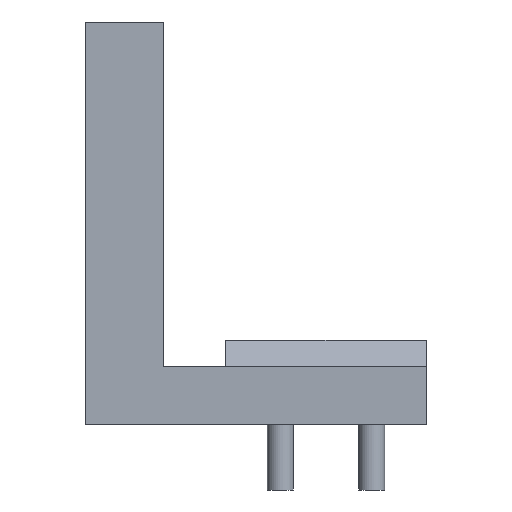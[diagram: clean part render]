
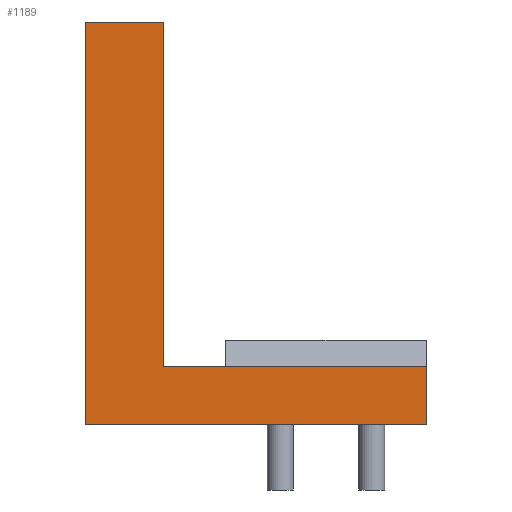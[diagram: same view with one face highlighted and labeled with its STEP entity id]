
A CAD part, front view. The second image highlights one B-rep face of the part: STEP entity #1189.
In plain terms, the highlighted planar face has unit normal (0, -1, 0).
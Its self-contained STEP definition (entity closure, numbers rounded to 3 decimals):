
#41=PLANE('',#1283);
#151=FACE_OUTER_BOUND('',#218,.T.);
#218=EDGE_LOOP('',(#915,#916,#917,#918,#919,#920));
#281=LINE('',#1720,#408);
#285=LINE('',#1730,#412);
#289=LINE('',#1737,#416);
#301=LINE('',#1764,#428);
#305=LINE('',#1781,#432);
#308=LINE('',#1786,#435);
#408=VECTOR('',#1388,10.);
#412=VECTOR('',#1396,10.);
#416=VECTOR('',#1402,10.);
#428=VECTOR('',#1432,10.);
#432=VECTOR('',#1448,10.);
#435=VECTOR('',#1453,10.);
#567=VERTEX_POINT('',#1710);
#571=VERTEX_POINT('',#1718);
#575=VERTEX_POINT('',#1728);
#577=VERTEX_POINT('',#1735);
#583=VERTEX_POINT('',#1762);
#590=VERTEX_POINT('',#1780);
#681=EDGE_CURVE('',#567,#571,#281,.T.);
#686=EDGE_CURVE('',#571,#575,#285,.T.);
#690=EDGE_CURVE('',#577,#575,#289,.T.);
#703=EDGE_CURVE('',#583,#577,#301,.T.);
#711=EDGE_CURVE('',#590,#567,#305,.T.);
#714=EDGE_CURVE('',#590,#583,#308,.T.);
#915=ORIENTED_EDGE('',*,*,#703,.F.);
#916=ORIENTED_EDGE('',*,*,#714,.F.);
#917=ORIENTED_EDGE('',*,*,#711,.T.);
#918=ORIENTED_EDGE('',*,*,#681,.T.);
#919=ORIENTED_EDGE('',*,*,#686,.T.);
#920=ORIENTED_EDGE('',*,*,#690,.F.);
#1189=ADVANCED_FACE('',(#151),#41,.T.);
#1283=AXIS2_PLACEMENT_3D('',#1785,#1451,#1452);
#1388=DIRECTION('',(0.,0.,1.));
#1396=DIRECTION('',(-1.,0.,0.));
#1402=DIRECTION('',(0.,0.,1.));
#1432=DIRECTION('',(-1.,0.,0.));
#1448=DIRECTION('',(-1.,0.,0.));
#1451=DIRECTION('center_axis',(0.,-1.,0.));
#1452=DIRECTION('ref_axis',(0.,0.,
-1.));
#1453=DIRECTION('',(0.,0.,-1.));
#1710=CARTESIAN_POINT('',(-10.625,-4.427,-5.25));
#1718=CARTESIAN_POINT('',(-10.625,-4.427,21.177));
#1720=CARTESIAN_POINT('',(-10.625,-4.427,-1.375));
#1728=CARTESIAN_POINT('',(-16.625,-4.427,21.177));
#1730=CARTESIAN_POINT('',(-10.625,-4.427,21.177));
#1735=CARTESIAN_POINT('',(-16.625,-4.427,-9.75));
#1737=CARTESIAN_POINT('',(-16.625,-4.427,-6.375));
#1762=CARTESIAN_POINT('',(9.625,-4.427,-9.75));
#1764=CARTESIAN_POINT('',(8.875,-4.427,-9.75));
#1780=CARTESIAN_POINT('',(9.625,-4.427,-5.25));
#1781=CARTESIAN_POINT('',(9.875,-4.427,-5.25));
#1785=CARTESIAN_POINT('Origin',(1.875,-4.427,-7.5));
#1786=CARTESIAN_POINT('',(9.625,-4.427,-5.25));
